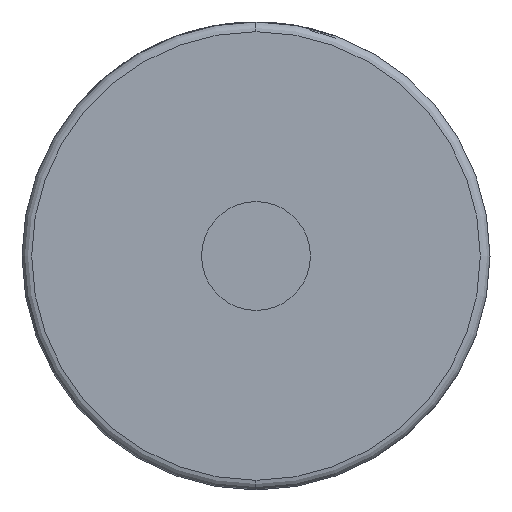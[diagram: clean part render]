
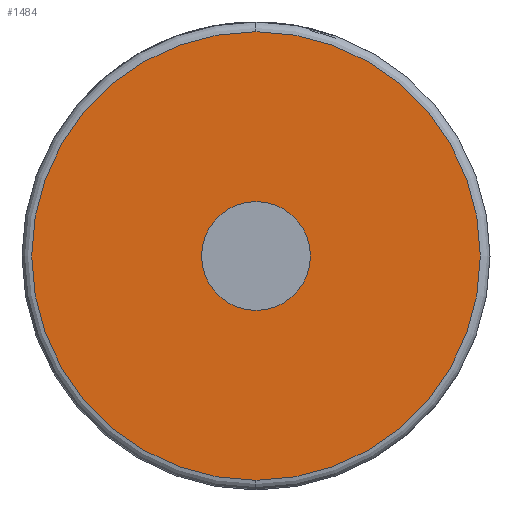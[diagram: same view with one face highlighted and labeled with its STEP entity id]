
A CAD part, left-side view. The second image highlights one B-rep face of the part: STEP entity #1484.
In plain terms, the highlighted planar face has unit normal (-1, 0, 0).
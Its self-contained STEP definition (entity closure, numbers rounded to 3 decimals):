
#49 = CIRCLE ( 'NONE', #2832, 1.155 ) ;
#102 = DIRECTION ( 'NONE',  ( -1., 0., 0. ) ) ;
#177 = ORIENTED_EDGE ( 'NONE', *, *, #4133, .F. ) ;
#390 = CARTESIAN_POINT ( 'NONE',  ( 0., 0., 0. ) ) ;
#431 = VERTEX_POINT ( 'NONE', #4771 ) ;
#734 = EDGE_LOOP ( 'NONE', ( #2143, #177 ) ) ;
#1004 = FACE_BOUND ( 'NONE', #734, .T. ) ;
#1031 = DIRECTION ( 'NONE',  ( 0., 0., -1. ) ) ;
#1095 = AXIS2_PLACEMENT_3D ( 'NONE', #2061, #102, #1602 ) ;
#1274 = DIRECTION ( 'NONE',  ( 0., 0., -1. ) ) ;
#1372 = DIRECTION ( 'NONE',  ( -1., 0., 0. ) ) ;
#1484 = ADVANCED_FACE ( 'NONE', ( #2890, #1004 ), #4492, .F. ) ;
#1602 = DIRECTION ( 'NONE',  ( 0., 0., -1. ) ) ;
#1811 = CARTESIAN_POINT ( 'NONE',  ( 0., 0., 0. ) ) ;
#1863 = AXIS2_PLACEMENT_3D ( 'NONE', #3851, #4536, #3796 ) ;
#1883 = DIRECTION ( 'NONE',  ( 0., 0., -1. ) ) ;
#1918 = ORIENTED_EDGE ( 'NONE', *, *, #4542, .T. ) ;
#2061 = CARTESIAN_POINT ( 'NONE',  ( 0., 0., 0. ) ) ;
#2143 = ORIENTED_EDGE ( 'NONE', *, *, #2904, .F. ) ;
#2197 = CARTESIAN_POINT ( 'NONE',  ( 0., 0., 0. ) ) ;
#2333 = CARTESIAN_POINT ( 'NONE',  ( 0., 0., -0.28 ) ) ;
#2511 = CIRCLE ( 'NONE', #1095, 1.155 ) ;
#2707 = DIRECTION ( 'NONE',  ( -1., 0., 0. ) ) ;
#2772 = VERTEX_POINT ( 'NONE', #4483 ) ;
#2832 = AXIS2_PLACEMENT_3D ( 'NONE', #2197, #2707, #1883 ) ;
#2890 = FACE_OUTER_BOUND ( 'NONE', #3427, .T. ) ;
#2904 = EDGE_CURVE ( 'NONE', #3026, #4143, #4043, .T. ) ;
#3026 = VERTEX_POINT ( 'NONE', #2333 ) ;
#3427 = EDGE_LOOP ( 'NONE', ( #1918, #3944 ) ) ;
#3796 = DIRECTION ( 'NONE',  ( 0., 0., -1. ) ) ;
#3851 = CARTESIAN_POINT ( 'NONE',  ( 0., 0., 0. ) ) ;
#3944 = ORIENTED_EDGE ( 'NONE', *, *, #4748, .T. ) ;
#4043 = CIRCLE ( 'NONE', #1863, 0.28 ) ;
#4056 = AXIS2_PLACEMENT_3D ( 'NONE', #390, #1372, #1274 ) ;
#4133 = EDGE_CURVE ( 'NONE', #4143, #3026, #4308, .T. ) ;
#4143 = VERTEX_POINT ( 'NONE', #4427 ) ;
#4308 = CIRCLE ( 'NONE', #4056, 0.28 ) ;
#4427 = CARTESIAN_POINT ( 'NONE',  ( 0., 0., 0.28 ) ) ;
#4483 = CARTESIAN_POINT ( 'NONE',  ( 0., 0., 1.155 ) ) ;
#4492 = PLANE ( 'NONE',  #4764 ) ;
#4536 = DIRECTION ( 'NONE',  ( -1., 0., 0. ) ) ;
#4542 = EDGE_CURVE ( 'NONE', #431, #2772, #2511, .T. ) ;
#4748 = EDGE_CURVE ( 'NONE', #2772, #431, #49, .T. ) ;
#4764 = AXIS2_PLACEMENT_3D ( 'NONE', #1811, #4911, #1031 ) ;
#4771 = CARTESIAN_POINT ( 'NONE',  ( 0., 0., -1.155 ) ) ;
#4911 = DIRECTION ( 'NONE',  ( 1., 0., 0. ) ) ;
